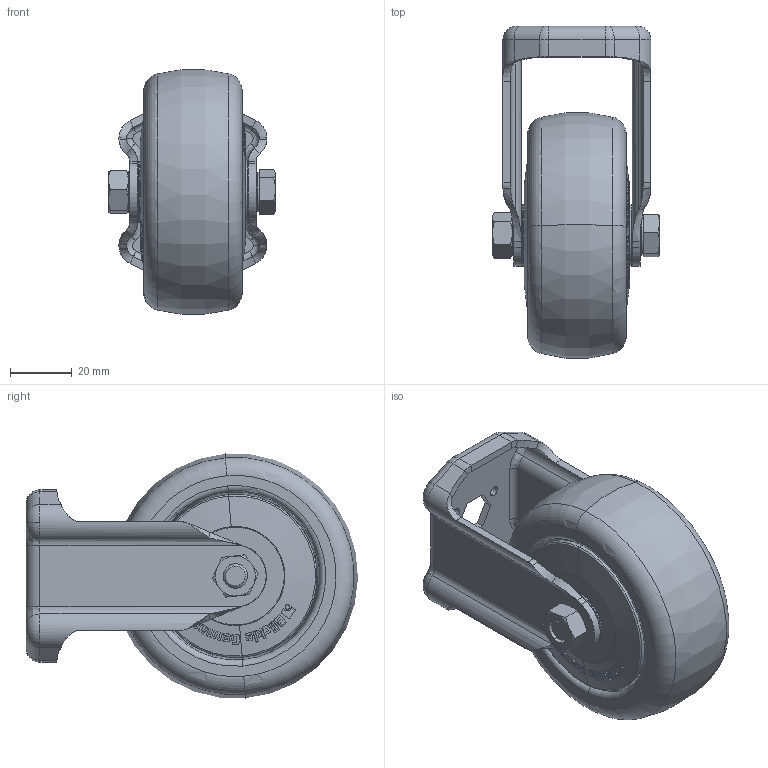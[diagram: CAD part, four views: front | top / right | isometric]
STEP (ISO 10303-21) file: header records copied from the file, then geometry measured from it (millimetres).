
FILE_DESCRIPTION (( 'STEP AP214' ), '1' );
FILE_NAME ('Accessories for aluminium profiles098F080UN.step', '2016-10-19T17:26:44', ( '' ), ( '' ), 'SwSTEP 2.0', 'SolidWorks 2016', '' );
FILE_SCHEMA (( 'AUTOMOTIVE_DESIGN' ));
Length unit declared in the file: millimetre
Products named in the file (5): PATH_80_8K-FK-744865_214_selction no pls; 098FR.u.Tab_098F080; 4DIN934M08M; 4DIN931M08048MS01; Accessories for aluminium profiles098F080UN
Assembly tree (4 placements, depth 2):
  Accessories for aluminium profiles098F080UN
    4DIN931M08048MS01
    4DIN934M08M
    098FR.u.Tab_098F080
    PATH_80_8K-FK-744865_214_selction no pls
Bounding box: 54.2 x 107.82 x 79.38 mm (x, y, z)
Volume: 145333.7 mm3; surface area: 55300.5 mm2
Topology: 4 solids, 14 shells, 1517 faces, 4238 edges, 2776 vertices
Faces by surface type: plane 675, bspline 522, cone 157, cylinder 94, torus 69
Entity records: 105335 total; most frequent: CARTESIAN_POINT 55164, ORIENTED_EDGE 8476, DIRECTION 4684, EDGE_CURVE 4238, VERTEX_POINT 2776, B_SPLINE_CURVE_WITH_KNOTS 2042, VECTOR 1708, LINE 1708
